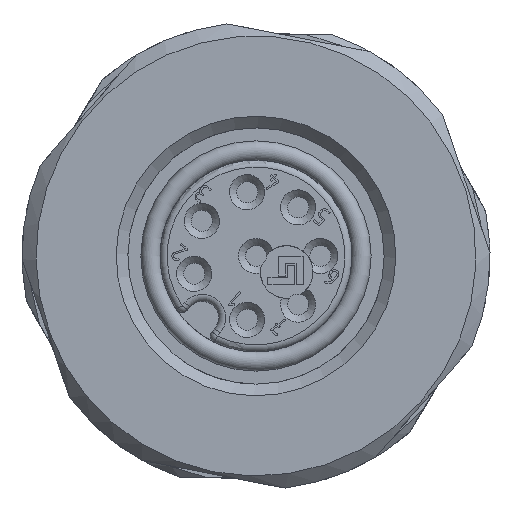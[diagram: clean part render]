
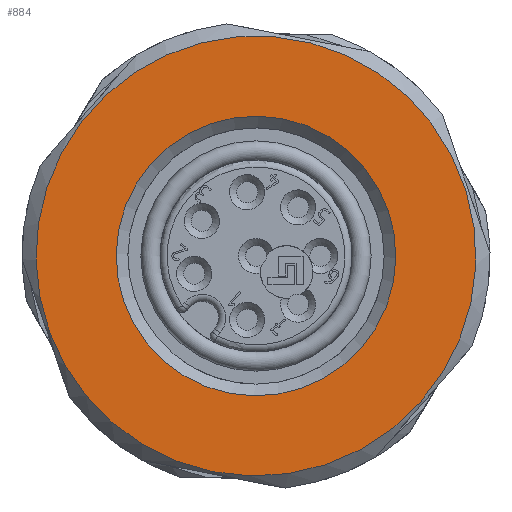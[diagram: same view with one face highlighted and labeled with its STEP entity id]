
A CAD part, left-side view. The second image highlights one B-rep face of the part: STEP entity #884.
In plain terms, the highlighted planar face has unit normal (-1, 0, 0).
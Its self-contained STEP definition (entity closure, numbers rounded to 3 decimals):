
#884=ADVANCED_FACE('',(#1151,#1152),#1045,.T.);
#1045=PLANE('',#3389);
#1151=FACE_BOUND('',#1326,.T.);
#1152=FACE_BOUND('',#1327,.T.);
#1326=EDGE_LOOP('',(#1794));
#1327=EDGE_LOOP('',(#1795));
#1794=ORIENTED_EDGE('',*,*,#2842,.T.);
#1795=ORIENTED_EDGE('',*,*,#2843,.T.);
#2501=VERTEX_POINT('',#4937);
#2502=VERTEX_POINT('',#4939);
#2842=EDGE_CURVE('',#2501,#2501,#3192,.T.);
#2843=EDGE_CURVE('',#2502,#2502,#3193,.T.);
#3192=CIRCLE('',#3387,5.975);
#3193=CIRCLE('',#3388,9.4);
#3387=AXIS2_PLACEMENT_3D('',#4936,#3863,#3864);
#3388=AXIS2_PLACEMENT_3D('',#4938,#3865,#3866);
#3389=AXIS2_PLACEMENT_3D('',#4940,#3867,#3868);
#3863=DIRECTION('',(1.,0.,0.));
#3864=DIRECTION('',(0.,0.656,-0.755));
#3865=DIRECTION('',(-1.,0.,0.));
#3866=DIRECTION('',(0.,0.656,-0.755));
#3867=DIRECTION('',(-1.,0.,0.));
#3868=DIRECTION('',(0.,0.656,-0.755));
#4936=CARTESIAN_POINT('',(-13.45,0.,0.));
#4937=CARTESIAN_POINT('',(-13.45,3.92,-4.509));
#4938=CARTESIAN_POINT('',(-13.45,0.,0.));
#4939=CARTESIAN_POINT('',(-13.45,6.167,-7.094));
#4940=CARTESIAN_POINT('',(-13.45,0.,0.));
